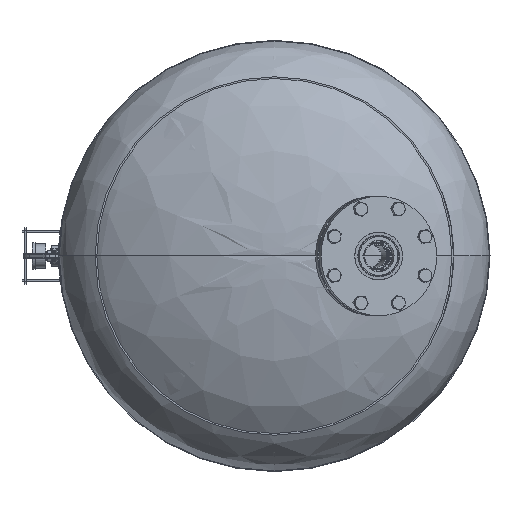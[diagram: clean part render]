
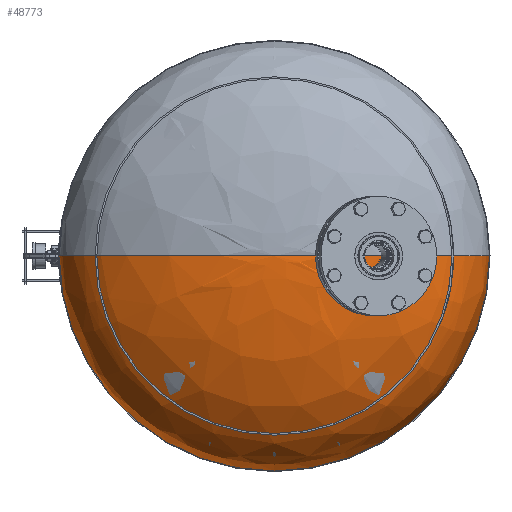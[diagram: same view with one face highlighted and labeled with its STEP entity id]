
A CAD part, front view. The second image highlights one B-rep face of the part: STEP entity #48773.
In plain terms, the highlighted free-form (B-spline) face has degree [3, 3] with [4, 4] control points.
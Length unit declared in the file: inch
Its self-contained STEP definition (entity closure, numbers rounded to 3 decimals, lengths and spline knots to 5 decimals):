
#325 = CARTESIAN_POINT ( 'NONE',  ( 0., 9.91, 0. ) ) ;
#456 = ORIENTED_EDGE ( 'NONE', *, *, #22026, .F. ) ;
#836 = AXIS2_PLACEMENT_3D ( 'NONE', #16517, #5254, #28766 ) ;
#1062 = CARTESIAN_POINT ( 'NONE',  ( 18., 0.822, 36. ) ) ;
#1560 = CARTESIAN_POINT ( 'NONE',  ( -18., 0.822, 36. ) ) ;
#4064 = FACE_OUTER_BOUND ( 'NONE', #6654, .T. ) ;
#5041 = CARTESIAN_POINT ( 'NONE',  ( -18., 0.822, 0. ) ) ;
#5254 = DIRECTION ( 'NONE',  ( 0., -1., 0. ) ) ;
#5851 = CARTESIAN_POINT ( 'NONE',  ( -18., 6.14563, 0. ) ) ;
#6654 = EDGE_LOOP ( 'NONE', ( #24803, #25959, #456, #19814 ) ) ;
#6886 = DIRECTION ( 'NONE',  ( 0., 0., -1. ) ) ;
#8039 = CARTESIAN_POINT ( 'NONE',  ( -10.54416, 9.91, 21.08831 ) ) ;
#8743 = CARTESIAN_POINT ( 'NONE',  ( 0., 9.91, 0. ) ) ;
#9567 = EDGE_CURVE ( 'NONE', #11680, #32741, #20453, .T. ) ;
#11680 = VERTEX_POINT ( 'NONE', #43895 ) ;
#11786 = CARTESIAN_POINT ( 'NONE',  ( 0., 9.91, 0. ) ) ;
#11942 = VERTEX_POINT ( 'NONE', #34864 ) ;
#13736 = VERTEX_POINT ( 'NONE', #8743 ) ;
#15178 = CIRCLE ( 'NONE', #836, 18. ) ;
#15323 =( BOUNDED_CURVE ( )  B_SPLINE_CURVE ( 3, ( #24830, #40121, #5851, #21109 ),
 .UNSPECIFIED., .F., .F. ) 
 B_SPLINE_CURVE_WITH_KNOTS ( ( 4, 4 ),
 ( 4.71239, 6.28319 ),
 .UNSPECIFIED. ) 
 CURVE ( )  GEOMETRIC_REPRESENTATION_ITEM ( )  RATIONAL_B_SPLINE_CURVE ( ( 1., 0.805, 0.805, 1. ) ) 
 REPRESENTATION_ITEM ( '' )  );
#16307 = CARTESIAN_POINT ( 'NONE',  ( -18., 6.14563, 36. ) ) ;
#16517 = CARTESIAN_POINT ( 'NONE',  ( 0., 0.822, 0. ) ) ;
#16812 = CARTESIAN_POINT ( 'NONE',  ( -10.54416, 9.91, 0. ) ) ;
#19814 = ORIENTED_EDGE ( 'NONE', *, *, #9567, .F. ) ;
#19818 = CARTESIAN_POINT ( 'NONE',  ( 18., 6.14563, 36. ) ) ;
#20453 = CIRCLE ( 'NONE', #27653, 18. ) ;
#21109 = CARTESIAN_POINT ( 'NONE',  ( -18., 0.822, 0. ) ) ;
#21254 = EDGE_CURVE ( 'NONE', #13736, #11680, #44397, .T. ) ;
#22026 = EDGE_CURVE ( 'NONE', #32741, #11942, #15178, .T. ) ;
#23933 =( BOUNDED_SURFACE ( )  B_SPLINE_SURFACE ( 3, 3, ( 
 ( #34607, #325, #46089, #11786 ),
 ( #27066, #42329, #8039, #16812 ),
 ( #27316, #19818, #16307, #42577 ),
 ( #39824, #1062, #1560, #5041 ) ),
 .UNSPECIFIED., .F., .F., .F. ) 
 B_SPLINE_SURFACE_WITH_KNOTS ( ( 4, 4 ),
 ( 4, 4 ),
 ( 0., 1. ),
 ( 0., 1. ),
 .UNSPECIFIED. ) 
 GEOMETRIC_REPRESENTATION_ITEM ( )  RATIONAL_B_SPLINE_SURFACE ( (
 ( 1., 0.333, 0.333, 1.),
 ( 0.805, 0.268, 0.268, 0.805),
 ( 0.805, 0.268, 0.268, 0.805),
 ( 1., 0.333, 0.333, 1.) ) ) 
 REPRESENTATION_ITEM ( '' )  SURFACE ( )  );
#24803 = ORIENTED_EDGE ( 'NONE', *, *, #21254, .F. ) ;
#24830 = CARTESIAN_POINT ( 'NONE',  ( 0., 9.91, 0. ) ) ;
#25959 = ORIENTED_EDGE ( 'NONE', *, *, #38504, .T. ) ;
#27066 = CARTESIAN_POINT ( 'NONE',  ( 10.54416, 9.91, 0. ) ) ;
#27084 = CARTESIAN_POINT ( 'NONE',  ( 18., 6.14563, 0. ) ) ;
#27316 = CARTESIAN_POINT ( 'NONE',  ( 18., 6.14563, 0. ) ) ;
#27653 = AXIS2_PLACEMENT_3D ( 'NONE', #29667, #29907, #6886 ) ;
#28766 = DIRECTION ( 'NONE',  ( 0., 0., -1. ) ) ;
#29667 = CARTESIAN_POINT ( 'NONE',  ( 0., 0.822, 0. ) ) ;
#29907 = DIRECTION ( 'NONE',  ( 0., -1., 0. ) ) ;
#32741 = VERTEX_POINT ( 'NONE', #41215 ) ;
#34607 = CARTESIAN_POINT ( 'NONE',  ( 0., 9.91, 0. ) ) ;
#34864 = CARTESIAN_POINT ( 'NONE',  ( -18., 0.822, 0. ) ) ;
#38357 = CARTESIAN_POINT ( 'NONE',  ( 0., 9.91, 0. ) ) ;
#38504 = EDGE_CURVE ( 'NONE', #13736, #11942, #15323, .T. ) ;
#38607 = CARTESIAN_POINT ( 'NONE',  ( 18., 0.822, 0. ) ) ;
#39824 = CARTESIAN_POINT ( 'NONE',  ( 18., 0.822, 0. ) ) ;
#40121 = CARTESIAN_POINT ( 'NONE',  ( -10.54416, 9.91, 0. ) ) ;
#41215 = CARTESIAN_POINT ( 'NONE',  ( 0., 0.822, 18. ) ) ;
#41854 = CARTESIAN_POINT ( 'NONE',  ( 10.54416, 9.91, 0. ) ) ;
#42329 = CARTESIAN_POINT ( 'NONE',  ( 10.54416, 9.91, 21.08831 ) ) ;
#42577 = CARTESIAN_POINT ( 'NONE',  ( -18., 6.14563, 0. ) ) ;
#43895 = CARTESIAN_POINT ( 'NONE',  ( 18., 0.822, 0. ) ) ;
#44397 =( BOUNDED_CURVE ( )  B_SPLINE_CURVE ( 3, ( #38357, #41854, #27084, #38607 ),
 .UNSPECIFIED., .F., .F. ) 
 B_SPLINE_CURVE_WITH_KNOTS ( ( 4, 4 ),
 ( 4.71239, 6.28319 ),
 .UNSPECIFIED. ) 
 CURVE ( )  GEOMETRIC_REPRESENTATION_ITEM ( )  RATIONAL_B_SPLINE_CURVE ( ( 1., 0.805, 0.805, 1. ) ) 
 REPRESENTATION_ITEM ( '' )  );
#46089 = CARTESIAN_POINT ( 'NONE',  ( 0., 9.91, 0. ) ) ;
#48773 = ADVANCED_FACE ( 'NONE', ( #4064 ), #23933, .F. ) ;
